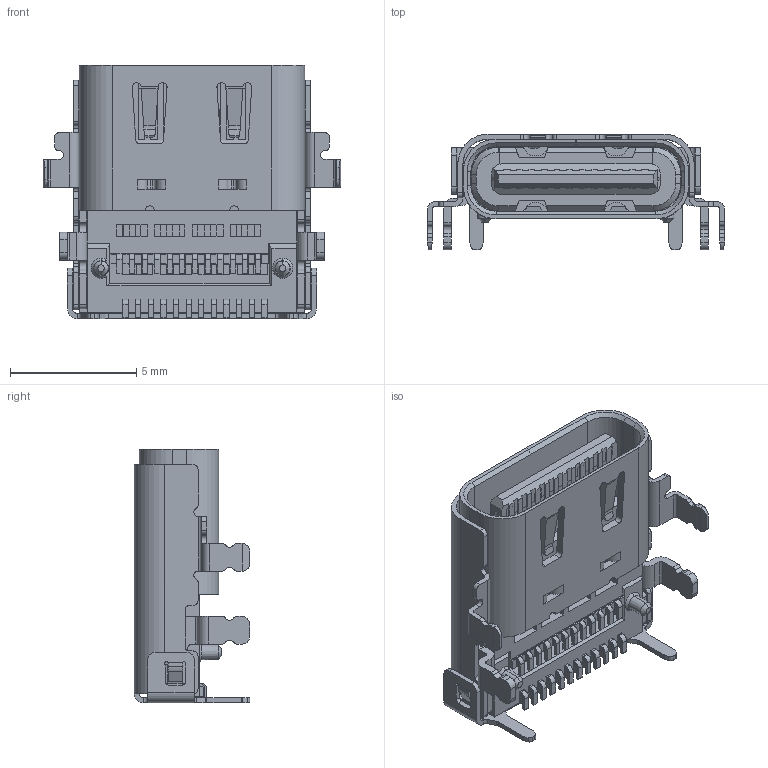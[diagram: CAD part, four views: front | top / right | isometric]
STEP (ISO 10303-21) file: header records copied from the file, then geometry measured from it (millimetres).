
FILE_DESCRIPTION (( 'STEP AP203' ), '1' );
FILE_NAME ('麥啣邧泂 CL1.1 L10.05 0721.STEP', '2025-07-21T10:52:56', ( '' ), ( '' ), 'SwSTEP 2.0', 'SolidWorks 2022', '' );
FILE_SCHEMA (( 'CONFIG_CONTROL_DESIGN' ));
Length unit declared in the file: millimetre
Products named in the file (1): 沉板双贴 CL1.1 L10.05  0721
Bounding box: 11.8 x 4.58 x 10.05 mm (x, y, z)
Surface area: 1287.4 mm2 (no closed solid volume)
Topology: 0 solids, 17 shells, 2293 faces, 6615 edges, 4305 vertices
Faces by surface type: plane 1653, cylinder 567, cone 37, bspline 36
Entity records: 75374 total; most frequent: CARTESIAN_POINT 14424, ORIENTED_EDGE 13204, DIRECTION 12136, EDGE_CURVE 6607, VECTOR 5274, LINE 5274, VERTEX_POINT 4305, AXIS2_PLACEMENT_3D 3431
